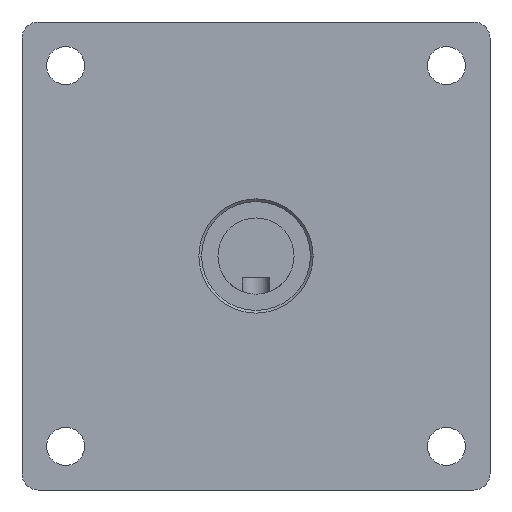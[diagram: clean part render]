
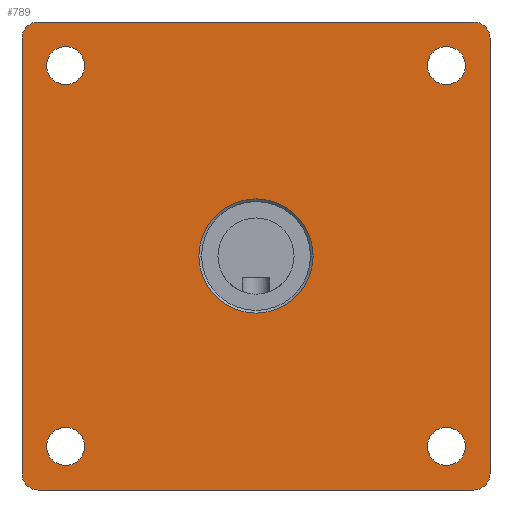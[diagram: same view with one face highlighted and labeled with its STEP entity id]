
A CAD part, left-side view. The second image highlights one B-rep face of the part: STEP entity #789.
In plain terms, the highlighted planar face has unit normal (-1, 0, 0).
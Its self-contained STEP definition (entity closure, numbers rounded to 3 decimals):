
#2=CARTESIAN_POINT('',(0.,35.,-35.));
#3=DIRECTION('',(1.,0.,0.));
#4=DIRECTION('',(0.,-1.,0.));
#5=AXIS2_PLACEMENT_3D('',#2,#3,#4);
#7=CARTESIAN_POINT('',(0.,35.,-35.));
#8=DIRECTION('',(1.,0.,0.));
#9=DIRECTION('',(0.,1.,0.));
#10=AXIS2_PLACEMENT_3D('',#7,#8,#9);
#12=CARTESIAN_POINT('',(0.,-35.,-35.));
#13=DIRECTION('',(1.,0.,0.));
#14=DIRECTION('',(0.,-1.,0.));
#15=AXIS2_PLACEMENT_3D('',#12,#13,#14);
#17=CARTESIAN_POINT('',(0.,-35.,-35.));
#18=DIRECTION('',(1.,0.,0.));
#19=DIRECTION('',(0.,1.,0.));
#20=AXIS2_PLACEMENT_3D('',#17,#18,#19);
#22=CARTESIAN_POINT('',(0.,-35.,35.));
#23=DIRECTION('',(1.,0.,0.));
#24=DIRECTION('',(0.,-1.,0.));
#25=AXIS2_PLACEMENT_3D('',#22,#23,#24);
#27=CARTESIAN_POINT('',(0.,-35.,35.));
#28=DIRECTION('',(1.,0.,0.));
#29=DIRECTION('',(0.,1.,0.));
#30=AXIS2_PLACEMENT_3D('',#27,#28,#29);
#32=CARTESIAN_POINT('',(0.,35.,35.));
#33=DIRECTION('',(1.,0.,0.));
#34=DIRECTION('',(0.,-1.,0.));
#35=AXIS2_PLACEMENT_3D('',#32,#33,#34);
#37=CARTESIAN_POINT('',(0.,35.,35.));
#38=DIRECTION('',(1.,0.,0.));
#39=DIRECTION('',(0.,1.,0.));
#40=AXIS2_PLACEMENT_3D('',#37,#38,#39);
#42=CARTESIAN_POINT('',(0.,-40.,-40.));
#43=DIRECTION('',(-1.,0.,0.));
#44=DIRECTION('',(0.,0.,-1.));
#45=AXIS2_PLACEMENT_3D('',#42,#43,#44);
#47=DIRECTION('',(0.,1.,0.));
#48=VECTOR('',#47,80.);
#49=CARTESIAN_POINT('',(0.,-40.,-43.));
#50=LINE('',#49,#48);
#51=CARTESIAN_POINT('',(0.,40.,-40.));
#52=DIRECTION('',(-1.,0.,0.));
#53=DIRECTION('',(0.,1.,0.));
#54=AXIS2_PLACEMENT_3D('',#51,#52,#53);
#56=DIRECTION('',(0.,0.,1.));
#57=VECTOR('',#56,80.);
#58=CARTESIAN_POINT('',(0.,43.,-40.));
#59=LINE('',#58,#57);
#60=CARTESIAN_POINT('',(0.,40.,40.));
#61=DIRECTION('',(-1.,0.,0.));
#62=DIRECTION('',(0.,0.,1.));
#63=AXIS2_PLACEMENT_3D('',#60,#61,#62);
#65=DIRECTION('',(0.,-1.,0.));
#66=VECTOR('',#65,80.);
#67=CARTESIAN_POINT('',(0.,40.,43.));
#68=LINE('',#67,#66);
#69=CARTESIAN_POINT('',(0.,-40.,40.));
#70=DIRECTION('',(-1.,0.,0.));
#71=DIRECTION('',(0.,-1.,0.));
#72=AXIS2_PLACEMENT_3D('',#69,#70,#71);
#74=DIRECTION('',(0.,0.,-1.));
#75=VECTOR('',#74,80.);
#76=CARTESIAN_POINT('',(0.,-43.,40.));
#77=LINE('',#76,#75);
#78=CARTESIAN_POINT('',(0.,0.,0.));
#79=DIRECTION('',(1.,0.,0.));
#80=DIRECTION('',(0.,1.,0.));
#81=AXIS2_PLACEMENT_3D('',#78,#79,#80);
#83=CARTESIAN_POINT('',(0.,0.,0.));
#84=DIRECTION('',(1.,0.,0.));
#85=DIRECTION('',(0.,-1.,0.));
#86=AXIS2_PLACEMENT_3D('',#83,#84,#85);
#584=CARTESIAN_POINT('',(0.,31.5,-35.));
#585=CARTESIAN_POINT('',(0.,38.5,-35.));
#586=VERTEX_POINT('',#584);
#587=VERTEX_POINT('',#585);
#588=CARTESIAN_POINT('',(0.,-38.5,-35.));
#589=CARTESIAN_POINT('',(0.,-31.5,-35.));
#590=VERTEX_POINT('',#588);
#591=VERTEX_POINT('',#589);
#592=CARTESIAN_POINT('',(0.,-38.5,35.));
#593=CARTESIAN_POINT('',(0.,-31.5,35.));
#594=VERTEX_POINT('',#592);
#595=VERTEX_POINT('',#593);
#596=CARTESIAN_POINT('',(0.,31.5,35.));
#597=CARTESIAN_POINT('',(0.,38.5,35.));
#598=VERTEX_POINT('',#596);
#599=VERTEX_POINT('',#597);
#616=CARTESIAN_POINT('',(0.,-40.,-43.));
#617=CARTESIAN_POINT('',(0.,-43.,-40.));
#618=VERTEX_POINT('',#616);
#619=VERTEX_POINT('',#617);
#624=CARTESIAN_POINT('',(0.,43.,-40.));
#625=CARTESIAN_POINT('',(0.,40.,-43.));
#626=VERTEX_POINT('',#624);
#627=VERTEX_POINT('',#625);
#632=CARTESIAN_POINT('',(0.,-43.,40.));
#633=CARTESIAN_POINT('',(0.,-40.,43.));
#634=VERTEX_POINT('',#632);
#635=VERTEX_POINT('',#633);
#640=CARTESIAN_POINT('',(0.,40.,43.));
#641=CARTESIAN_POINT('',(0.,43.,40.));
#642=VERTEX_POINT('',#640);
#643=VERTEX_POINT('',#641);
#728=CARTESIAN_POINT('',(0.,10.5,0.));
#729=CARTESIAN_POINT('',(0.,-10.5,0.));
#730=VERTEX_POINT('',#728);
#731=VERTEX_POINT('',#729);
#736=CARTESIAN_POINT('',(0.,0.,0.));
#737=DIRECTION('',(1.,0.,0.));
#738=DIRECTION('',(0.,-1.,0.));
#739=AXIS2_PLACEMENT_3D('',#736,#737,#738);
#740=PLANE('',#739);
#742=ORIENTED_EDGE('',*,*,#741,.F.);
#744=ORIENTED_EDGE('',*,*,#743,.T.);
#746=ORIENTED_EDGE('',*,*,#745,.F.);
#748=ORIENTED_EDGE('',*,*,#747,.T.);
#750=ORIENTED_EDGE('',*,*,#749,.F.);
#752=ORIENTED_EDGE('',*,*,#751,.T.);
#754=ORIENTED_EDGE('',*,*,#753,.F.);
#756=ORIENTED_EDGE('',*,*,#755,.T.);
#757=EDGE_LOOP('',(#742,#744,#746,#748,#750,#752,#754,#756));
#758=FACE_OUTER_BOUND('',#757,.F.);
#760=ORIENTED_EDGE('',*,*,#759,.F.);
#762=ORIENTED_EDGE('',*,*,#761,.F.);
#763=EDGE_LOOP('',(#760,#762));
#764=FACE_BOUND('',#763,.F.);
#766=ORIENTED_EDGE('',*,*,#765,.F.);
#768=ORIENTED_EDGE('',*,*,#767,.F.);
#769=EDGE_LOOP('',(#766,#768));
#770=FACE_BOUND('',#769,.F.);
#772=ORIENTED_EDGE('',*,*,#771,.F.);
#774=ORIENTED_EDGE('',*,*,#773,.F.);
#775=EDGE_LOOP('',(#772,#774));
#776=FACE_BOUND('',#775,.F.);
#778=ORIENTED_EDGE('',*,*,#777,.F.);
#780=ORIENTED_EDGE('',*,*,#779,.F.);
#781=EDGE_LOOP('',(#778,#780));
#782=FACE_BOUND('',#781,.F.);
#784=ORIENTED_EDGE('',*,*,#783,.F.);
#786=ORIENTED_EDGE('',*,*,#785,.F.);
#787=EDGE_LOOP('',(#784,#786));
#788=FACE_BOUND('',#787,.F.);
#6=CIRCLE('',#5,3.5);
#11=CIRCLE('',#10,3.5);
#16=CIRCLE('',#15,3.5);
#21=CIRCLE('',#20,3.5);
#26=CIRCLE('',#25,3.5);
#31=CIRCLE('',#30,3.5);
#36=CIRCLE('',#35,3.5);
#41=CIRCLE('',#40,3.5);
#46=CIRCLE('',#45,3.);
#55=CIRCLE('',#54,3.);
#64=CIRCLE('',#63,3.);
#73=CIRCLE('',#72,3.);
#82=CIRCLE('',#81,10.5);
#87=CIRCLE('',#86,10.5);
#741=EDGE_CURVE('',#618,#619,#46,.T.);
#743=EDGE_CURVE('',#618,#627,#50,.T.);
#745=EDGE_CURVE('',#626,#627,#55,.T.);
#747=EDGE_CURVE('',#626,#643,#59,.T.);
#749=EDGE_CURVE('',#642,#643,#64,.T.);
#751=EDGE_CURVE('',#642,#635,#68,.T.);
#753=EDGE_CURVE('',#634,#635,#73,.T.);
#755=EDGE_CURVE('',#634,#619,#77,.T.);
#759=EDGE_CURVE('',#590,#591,#16,.T.);
#761=EDGE_CURVE('',#591,#590,#21,.T.);
#765=EDGE_CURVE('',#594,#595,#26,.T.);
#767=EDGE_CURVE('',#595,#594,#31,.T.);
#771=EDGE_CURVE('',#598,#599,#36,.T.);
#773=EDGE_CURVE('',#599,#598,#41,.T.);
#777=EDGE_CURVE('',#586,#587,#6,.T.);
#779=EDGE_CURVE('',#587,#586,#11,.T.);
#783=EDGE_CURVE('',#730,#731,#82,.T.);
#785=EDGE_CURVE('',#731,#730,#87,.T.);
#789=ADVANCED_FACE('',(#758,#764,#770,#776,#782,#788),#740,.F.);
